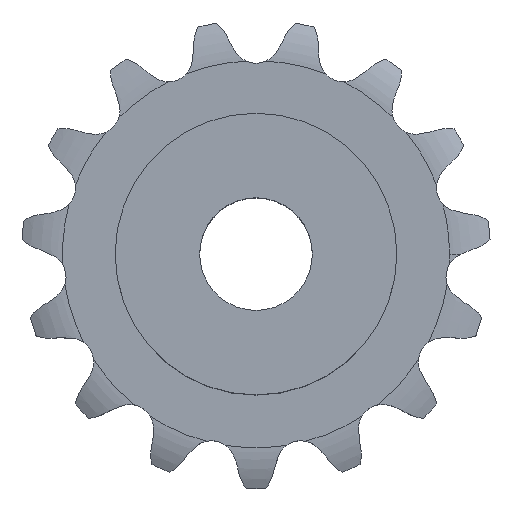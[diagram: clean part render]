
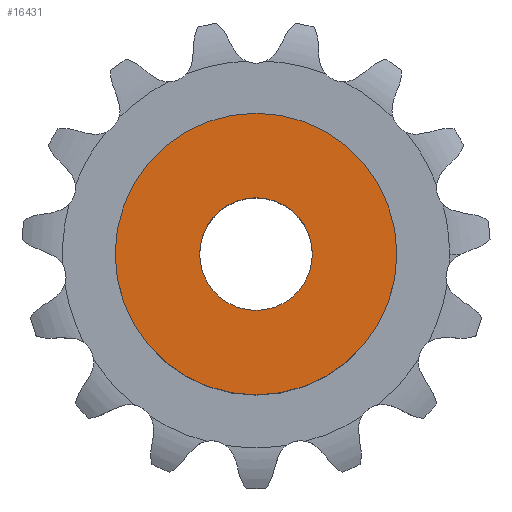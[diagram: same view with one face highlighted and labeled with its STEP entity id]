
A CAD part, top view. The second image highlights one B-rep face of the part: STEP entity #16431.
In plain terms, the highlighted planar face has unit normal (0, 0, 1).
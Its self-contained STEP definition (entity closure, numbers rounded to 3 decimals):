
#2421 = CYLINDRICAL_SURFACE('',#2422,10.);
#2422 = AXIS2_PLACEMENT_3D('',#2423,#2424,#2425);
#2423 = CARTESIAN_POINT('',(0.,0.,0.));
#2424 = DIRECTION('',(-0.,-0.,-1.));
#2425 = DIRECTION('',(1.,0.,0.));
#10669 = VERTEX_POINT('',#10670);
#10670 = CARTESIAN_POINT('',(10.,0.,13.));
#10691 = EDGE_CURVE('',#10669,#10669,#10692,.T.);
#10692 = SURFACE_CURVE('',#10693,(#10698,#10705),.PCURVE_S1.);
#10693 = CIRCLE('',#10694,10.);
#10694 = AXIS2_PLACEMENT_3D('',#10695,#10696,#10697);
#10695 = CARTESIAN_POINT('',(0.,0.,13.));
#10696 = DIRECTION('',(0.,0.,1.));
#10697 = DIRECTION('',(1.,0.,0.));
#10698 = PCURVE('',#2421,#10699);
#10699 = DEFINITIONAL_REPRESENTATION('',(#10700),#10704);
#10700 = LINE('',#10701,#10702);
#10701 = CARTESIAN_POINT('',(-0.,-13.));
#10702 = VECTOR('',#10703,1.);
#10703 = DIRECTION('',(-1.,0.));
#10704 = ( GEOMETRIC_REPRESENTATION_CONTEXT(2) 
PARAMETRIC_REPRESENTATION_CONTEXT() REPRESENTATION_CONTEXT('2D SPACE',''
  ) );
#10705 = PCURVE('',#10706,#10711);
#10706 = PLANE('',#10707);
#10707 = AXIS2_PLACEMENT_3D('',#10708,#10709,#10710);
#10708 = CARTESIAN_POINT('',(0.,0.,13.)
  );
#10709 = DIRECTION('',(0.,0.,1.));
#10710 = DIRECTION('',(1.,0.,0.));
#10711 = DEFINITIONAL_REPRESENTATION('',(#10712),#10716);
#10712 = CIRCLE('',#10713,10.);
#10713 = AXIS2_PLACEMENT_2D('',#10714,#10715);
#10714 = CARTESIAN_POINT('',(0.,0.));
#10715 = DIRECTION('',(1.,0.));
#10716 = ( GEOMETRIC_REPRESENTATION_CONTEXT(2) 
PARAMETRIC_REPRESENTATION_CONTEXT() REPRESENTATION_CONTEXT('2D SPACE',''
  ) );
#14052 = CYLINDRICAL_SURFACE('',#14053,4.);
#14053 = AXIS2_PLACEMENT_3D('',#14054,#14055,#14056);
#14054 = CARTESIAN_POINT('',(0.,0.,54.437));
#14055 = DIRECTION('',(0.,0.,1.));
#14056 = DIRECTION('',(1.,0.,0.));
#16431 = ADVANCED_FACE('',(#16432,#16435),#10706,.T.);
#16432 = FACE_BOUND('',#16433,.T.);
#16433 = EDGE_LOOP('',(#16434));
#16434 = ORIENTED_EDGE('',*,*,#10691,.T.);
#16435 = FACE_BOUND('',#16436,.T.);
#16436 = EDGE_LOOP('',(#16437));
#16437 = ORIENTED_EDGE('',*,*,#16438,.F.);
#16438 = EDGE_CURVE('',#16439,#16439,#16441,.T.);
#16439 = VERTEX_POINT('',#16440);
#16440 = CARTESIAN_POINT('',(4.,0.,13.));
#16441 = SURFACE_CURVE('',#16442,(#16447,#16454),.PCURVE_S1.);
#16442 = CIRCLE('',#16443,4.);
#16443 = AXIS2_PLACEMENT_3D('',#16444,#16445,#16446);
#16444 = CARTESIAN_POINT('',(0.,0.,13.));
#16445 = DIRECTION('',(0.,0.,1.));
#16446 = DIRECTION('',(1.,0.,0.));
#16447 = PCURVE('',#10706,#16448);
#16448 = DEFINITIONAL_REPRESENTATION('',(#16449),#16453);
#16449 = CIRCLE('',#16450,4.);
#16450 = AXIS2_PLACEMENT_2D('',#16451,#16452);
#16451 = CARTESIAN_POINT('',(0.,0.));
#16452 = DIRECTION('',(1.,0.));
#16453 = ( GEOMETRIC_REPRESENTATION_CONTEXT(2) 
PARAMETRIC_REPRESENTATION_CONTEXT() REPRESENTATION_CONTEXT('2D SPACE',''
  ) );
#16454 = PCURVE('',#14052,#16455);
#16455 = DEFINITIONAL_REPRESENTATION('',(#16456),#16460);
#16456 = LINE('',#16457,#16458);
#16457 = CARTESIAN_POINT('',(0.,-41.437));
#16458 = VECTOR('',#16459,1.);
#16459 = DIRECTION('',(1.,0.));
#16460 = ( GEOMETRIC_REPRESENTATION_CONTEXT(2) 
PARAMETRIC_REPRESENTATION_CONTEXT() REPRESENTATION_CONTEXT('2D SPACE',''
  ) );
